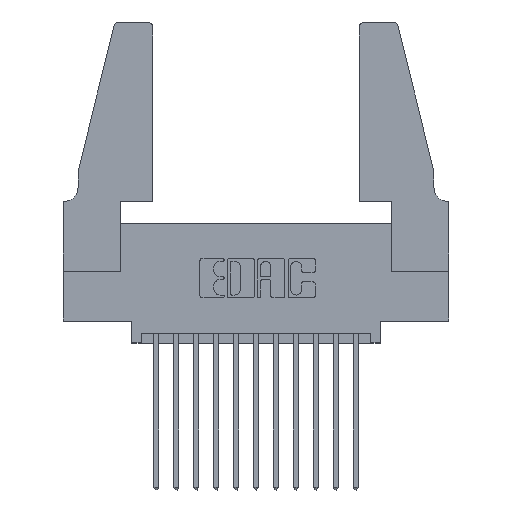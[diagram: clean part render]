
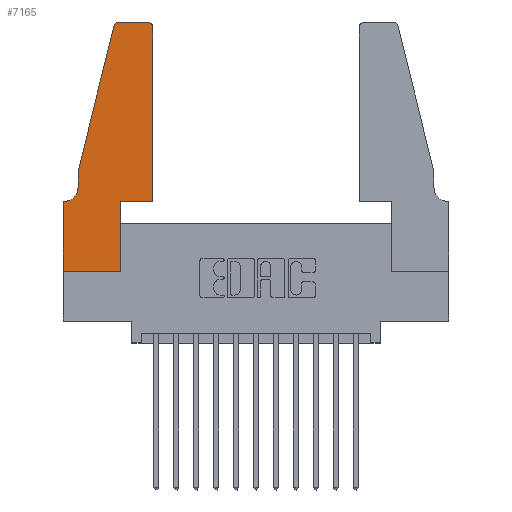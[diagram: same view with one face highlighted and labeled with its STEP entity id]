
A CAD part, top view. The second image highlights one B-rep face of the part: STEP entity #7165.
In plain terms, the highlighted planar face has unit normal (0, 0, 1).
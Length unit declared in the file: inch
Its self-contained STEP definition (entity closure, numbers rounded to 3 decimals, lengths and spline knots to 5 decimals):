
#285 = DIRECTION ( 'NONE',  ( 0., -1., 0. ) ) ;
#432 = CARTESIAN_POINT ( 'NONE',  ( 0.2605, 1.25, 0.37 ) ) ;
#478 = EDGE_CURVE ( 'NONE', #13910, #10300, #13364, .T. ) ;
#514 = DIRECTION ( 'NONE',  ( 1., 0., 0. ) ) ;
#650 = AXIS2_PLACEMENT_3D ( 'NONE', #12699, #5765, #13845 ) ;
#752 = PLANE ( 'NONE',  #1281 ) ;
#768 = DIRECTION ( 'NONE',  ( -0.239, -0.971, 0. ) ) ;
#817 = VECTOR ( 'NONE', #285, 39.37008 ) ;
#901 = VERTEX_POINT ( 'NONE', #6940 ) ;
#908 = EDGE_CURVE ( 'NONE', #4331, #7713, #7925, .T. ) ;
#1198 = CARTESIAN_POINT ( 'NONE',  ( 0.0755, 0.5, 0.37 ) ) ;
#1216 = AXIS2_PLACEMENT_3D ( 'NONE', #8828, #1844, #10000 ) ;
#1235 = ORIENTED_EDGE ( 'NONE', *, *, #7812, .T. ) ;
#1281 = AXIS2_PLACEMENT_3D ( 'NONE', #8975, #1990, #10142 ) ;
#1317 = EDGE_CURVE ( 'NONE', #13301, #14859, #8652, .T. ) ;
#1478 = VERTEX_POINT ( 'NONE', #14576 ) ;
#1499 = CARTESIAN_POINT ( 'NONE',  ( 0.4505, 1.22, 0.37 ) ) ;
#1586 = LINE ( 'NONE', #11946, #817 ) ;
#1806 = VECTOR ( 'NONE', #768, 39.37008 ) ;
#1844 = DIRECTION ( 'NONE',  ( 0., 0., 1. ) ) ;
#1970 = FACE_OUTER_BOUND ( 'NONE', #9700, .T. ) ;
#1990 = DIRECTION ( 'NONE',  ( 0., 0., 1. ) ) ;
#2215 = ORIENTED_EDGE ( 'NONE', *, *, #9690, .T. ) ;
#2564 = CARTESIAN_POINT ( 'NONE',  ( 0.0755, 0.5, 0.37 ) ) ;
#2571 = CARTESIAN_POINT ( 'NONE',  ( 0.4205, 1.25, 0.37 ) ) ;
#2962 = ORIENTED_EDGE ( 'NONE', *, *, #5736, .T. ) ;
#3064 = EDGE_CURVE ( 'NONE', #7713, #9211, #11710, .T. ) ;
#3258 = VECTOR ( 'NONE', #6647, 39.37008 ) ;
#3418 = DIRECTION ( 'NONE',  ( 0., 1., 0. ) ) ;
#3463 = VECTOR ( 'NONE', #3418, 39.37008 ) ;
#3693 = ORIENTED_EDGE ( 'NONE', *, *, #12490, .T. ) ;
#4331 = VERTEX_POINT ( 'NONE', #1198 ) ;
#4826 = CARTESIAN_POINT ( 'NONE',  ( 0.4205, 1.22, 0.37 ) ) ;
#4850 = CARTESIAN_POINT ( 'NONE',  ( 0.0055, 0.35, 0.37 ) ) ;
#4927 = LINE ( 'NONE', #8992, #1806 ) ;
#5736 = EDGE_CURVE ( 'NONE', #14116, #1478, #1586, .T. ) ;
#5765 = DIRECTION ( 'NONE',  ( 0., 0., -1. ) ) ;
#5770 = AXIS2_PLACEMENT_3D ( 'NONE', #4826, #12924, #5983 ) ;
#5983 = DIRECTION ( 'NONE',  ( 1., 0., 0. ) ) ;
#6177 = LINE ( 'NONE', #14997, #12345 ) ;
#6298 = DIRECTION ( 'NONE',  ( 0., -1., 0. ) ) ;
#6408 = ORIENTED_EDGE ( 'NONE', *, *, #478, .T. ) ;
#6524 = EDGE_CURVE ( 'NONE', #901, #4331, #4927, .T. ) ;
#6557 = CARTESIAN_POINT ( 'NONE',  ( 0., 0.35, 0.37 ) ) ;
#6647 = DIRECTION ( 'NONE',  ( 1., 0., 0. ) ) ;
#6754 = ORIENTED_EDGE ( 'NONE', *, *, #12600, .T. ) ;
#6904 = VERTEX_POINT ( 'NONE', #1499 ) ;
#6908 = ORIENTED_EDGE ( 'NONE', *, *, #908, .T. ) ;
#6940 = CARTESIAN_POINT ( 'NONE',  ( 0.25487, 1.22718, 0.37 ) ) ;
#7072 = CARTESIAN_POINT ( 'NONE',  ( 0.4505, 0.35, 0.37 ) ) ;
#7165 = ADVANCED_FACE ( 'NONE', ( #1970 ), #752, .T. ) ;
#7200 = VECTOR ( 'NONE', #514, 39.37008 ) ;
#7525 = VECTOR ( 'NONE', #8335, 39.37008 ) ;
#7713 = VERTEX_POINT ( 'NONE', #13382 ) ;
#7812 = EDGE_CURVE ( 'NONE', #1478, #12799, #14439, .T. ) ;
#7925 = LINE ( 'NONE', #2564, #10656 ) ;
#8124 = DIRECTION ( 'NONE',  ( -1., 0., 0. ) ) ;
#8335 = DIRECTION ( 'NONE',  ( 0., 1., 0. ) ) ;
#8384 = ORIENTED_EDGE ( 'NONE', *, *, #12513, .T. ) ;
#8568 = ORIENTED_EDGE ( 'NONE', *, *, #1317, .T. ) ;
#8608 = CIRCLE ( 'NONE', #1216, 0.03 ) ;
#8652 = LINE ( 'NONE', #432, #14761 ) ;
#8828 = CARTESIAN_POINT ( 'NONE',  ( 0.284, 1.22, 0.37 ) ) ;
#8939 = ORIENTED_EDGE ( 'NONE', *, *, #10574, .T. ) ;
#8975 = CARTESIAN_POINT ( 'NONE',  ( 0., 0.35, 0.37 ) ) ;
#8992 = CARTESIAN_POINT ( 'NONE',  ( 0.0755, 0.5, 0.37 ) ) ;
#9211 = VERTEX_POINT ( 'NONE', #4850 ) ;
#9454 = CARTESIAN_POINT ( 'NONE',  ( 0.2865, 0.35, 0.37 ) ) ;
#9643 = LINE ( 'NONE', #13818, #3463 ) ;
#9690 = EDGE_CURVE ( 'NONE', #12799, #13910, #14025, .T. ) ;
#9700 = EDGE_LOOP ( 'NONE', ( #8568, #8939, #12015, #6908, #13439, #8384, #2962, #1235, #2215, #6408, #3693, #6754 ) ) ;
#10000 = DIRECTION ( 'NONE',  ( 1., 0., 0. ) ) ;
#10096 = CARTESIAN_POINT ( 'NONE',  ( 0.4505, 0.35, 0.37 ) ) ;
#10142 = DIRECTION ( 'NONE',  ( 1., 0., 0. ) ) ;
#10300 = VERTEX_POINT ( 'NONE', #7072 ) ;
#10574 = EDGE_CURVE ( 'NONE', #14859, #901, #8608, .T. ) ;
#10625 = CARTESIAN_POINT ( 'NONE',  ( 0.2865, 0.35, 0.37 ) ) ;
#10656 = VECTOR ( 'NONE', #6298, 39.37008 ) ;
#10919 = CARTESIAN_POINT ( 'NONE',  ( 0.2865, 0., 0.37 ) ) ;
#11710 = CIRCLE ( 'NONE', #650, 0.07 ) ;
#11946 = CARTESIAN_POINT ( 'NONE',  ( 0., 0., 0.37 ) ) ;
#12015 = ORIENTED_EDGE ( 'NONE', *, *, #6524, .T. ) ;
#12345 = VECTOR ( 'NONE', #8124, 39.37008 ) ;
#12490 = EDGE_CURVE ( 'NONE', #10300, #6904, #9643, .T. ) ;
#12513 = EDGE_CURVE ( 'NONE', #9211, #14116, #6177, .T. ) ;
#12600 = EDGE_CURVE ( 'NONE', #6904, #13301, #14654, .T. ) ;
#12699 = CARTESIAN_POINT ( 'NONE',  ( 0.0055, 0.42, 0.37 ) ) ;
#12799 = VERTEX_POINT ( 'NONE', #10919 ) ;
#12924 = DIRECTION ( 'NONE',  ( 0., 0., 1. ) ) ;
#13301 = VERTEX_POINT ( 'NONE', #2571 ) ;
#13364 = LINE ( 'NONE', #10096, #7200 ) ;
#13382 = CARTESIAN_POINT ( 'NONE',  ( 0.0755, 0.42, 0.37 ) ) ;
#13439 = ORIENTED_EDGE ( 'NONE', *, *, #3064, .T. ) ;
#13570 = CARTESIAN_POINT ( 'NONE',  ( 0., 0., 0.37 ) ) ;
#13633 = DIRECTION ( 'NONE',  ( -1., 0., 0. ) ) ;
#13818 = CARTESIAN_POINT ( 'NONE',  ( 0.4505, 0.35, 0.37 ) ) ;
#13845 = DIRECTION ( 'NONE',  ( -1., 0., 0. ) ) ;
#13910 = VERTEX_POINT ( 'NONE', #10625 ) ;
#14025 = LINE ( 'NONE', #9454, #7525 ) ;
#14116 = VERTEX_POINT ( 'NONE', #6557 ) ;
#14439 = LINE ( 'NONE', #13570, #3258 ) ;
#14576 = CARTESIAN_POINT ( 'NONE',  ( 0., 0., 0.37 ) ) ;
#14621 = CARTESIAN_POINT ( 'NONE',  ( 0.284, 1.25, 0.37 ) ) ;
#14654 = CIRCLE ( 'NONE', #5770, 0.03 ) ;
#14761 = VECTOR ( 'NONE', #13633, 39.37008 ) ;
#14859 = VERTEX_POINT ( 'NONE', #14621 ) ;
#14997 = CARTESIAN_POINT ( 'NONE',  ( 0.0755, 0.35, 0.37 ) ) ;
